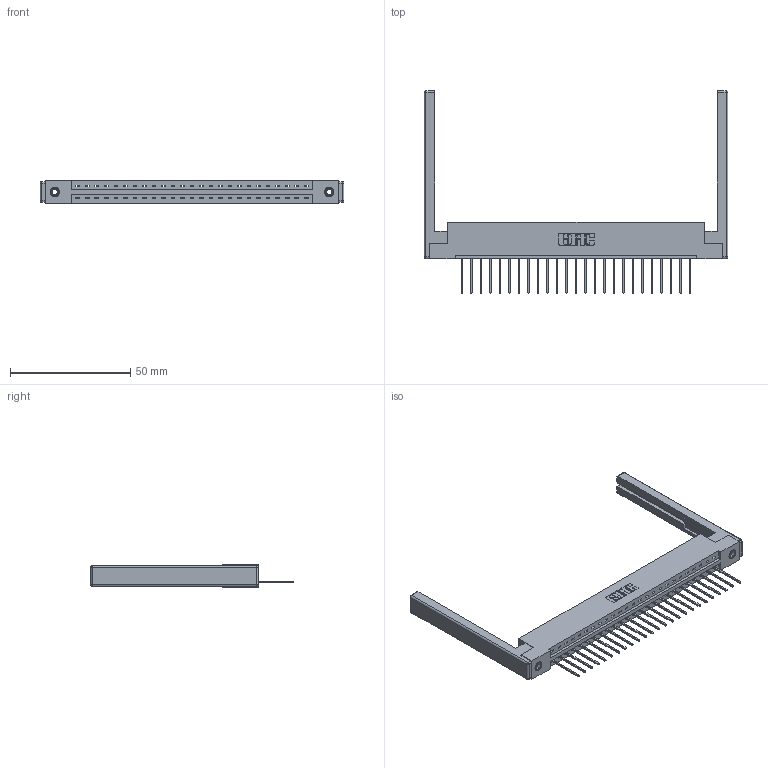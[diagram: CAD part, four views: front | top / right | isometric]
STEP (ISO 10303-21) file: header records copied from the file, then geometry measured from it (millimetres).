
FILE_DESCRIPTION (( 'STEP AP203' ), '1' );
FILE_NAME ('387-025-540-168.STEP', '2019-10-03T11:41:21', ( '' ), ( '' ), 'SwSTEP 2.0', 'SolidWorks 2016', '' );
FILE_SCHEMA (( 'CONFIG_CONTROL_DESIGN' ));
Length unit declared in the file: inch
Products named in the file (5): 337 Part_Flush Mounting Lugs - 0.156 Dia-TI; 345-292-001_345-293-140; 345-250-001_345-250-001-102; 387-025-540-168; 307-220-068
Assembly tree (30 placements, depth 2):
  387-025-540-168
    337 Part_Flush Mounting Lugs - 0.156 Dia-TI
    345-292-001_345-293-140  x25
    345-250-001_345-250-001-102  x2
    307-220-068  x2
Bounding box: 126.49 x 84.21 x 9.4 mm (x, y, z)
Volume: 17359.1 mm3; surface area: 17649.9 mm2
Topology: 30 solids, 30 shells, 1818 faces, 5401 edges, 3546 vertices
Faces by surface type: plane 1308, cylinder 486, cone 12, sphere 8, torus 4
Entity records: 23560 total; most frequent: CARTESIAN_POINT 4058, ORIENTED_EDGE 4008, DIRECTION 3524, EDGE_CURVE 2004, VECTOR 1826, LINE 1826, VERTEX_POINT 1326, AXIS2_PLACEMENT_3D 849
